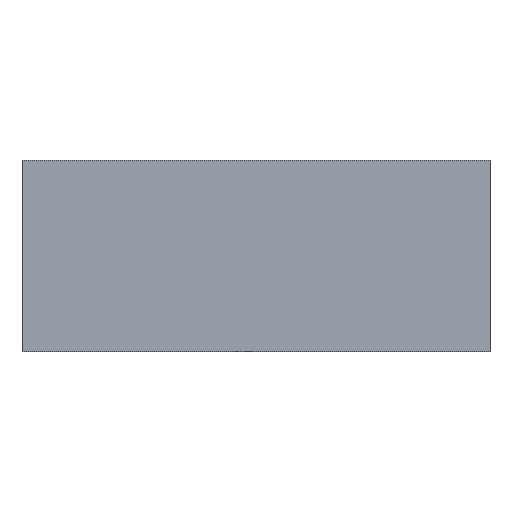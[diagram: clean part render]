
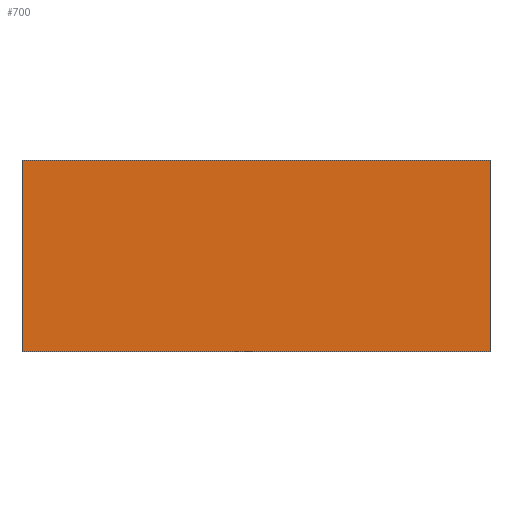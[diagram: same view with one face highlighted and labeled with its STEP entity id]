
A CAD part, top view. The second image highlights one B-rep face of the part: STEP entity #700.
In plain terms, the highlighted planar face has unit normal (0, 0, 1).
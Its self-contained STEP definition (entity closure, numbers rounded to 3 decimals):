
#189 = DIRECTION ( 'NONE',  ( 0., 0., -1. ) ) ;
#229 = VECTOR ( 'NONE', #764, 1000. ) ;
#246 = CARTESIAN_POINT ( 'NONE',  ( -10.41, 0., 1.25 ) ) ;
#342 = VERTEX_POINT ( 'NONE', #838 ) ;
#354 = PLANE ( 'NONE',  #983 ) ;
#400 = CARTESIAN_POINT ( 'NONE',  ( -10.41, 8.5, 1.25 ) ) ;
#420 = ORIENTED_EDGE ( 'NONE', *, *, #761, .T. ) ;
#532 = CARTESIAN_POINT ( 'NONE',  ( -10.41, 8.5, 1.25 ) ) ;
#667 = VECTOR ( 'NONE', #1137, 1000. ) ;
#700 = ADVANCED_FACE ( 'NONE', ( #1232 ), #354, .F. ) ;
#735 = VECTOR ( 'NONE', #1077, 1000. ) ;
#761 = EDGE_CURVE ( 'NONE', #342, #1064, #1948, .T. ) ;
#764 = DIRECTION ( 'NONE',  ( 1., 0., 0. ) ) ;
#838 = CARTESIAN_POINT ( 'NONE',  ( -10.41, 0., 1.25 ) ) ;
#897 = DIRECTION ( 'NONE',  ( -1., 0., 0. ) ) ;
#916 = EDGE_CURVE ( 'NONE', #1392, #1064, #1081, .T. ) ;
#935 = ORIENTED_EDGE ( 'NONE', *, *, #916, .F. ) ;
#983 = AXIS2_PLACEMENT_3D ( 'NONE', #532, #189, #897 ) ;
#1064 = VERTEX_POINT ( 'NONE', #1624 ) ;
#1077 = DIRECTION ( 'NONE',  ( 1., 0., 0. ) ) ;
#1081 = LINE ( 'NONE', #2087, #1296 ) ;
#1137 = DIRECTION ( 'NONE',  ( 0., -1., 0. ) ) ;
#1214 = EDGE_CURVE ( 'NONE', #1956, #1392, #1394, .T. ) ;
#1232 = FACE_OUTER_BOUND ( 'NONE', #1503, .T. ) ;
#1296 = VECTOR ( 'NONE', #1941, 1000. ) ;
#1314 = LINE ( 'NONE', #1465, #667 ) ;
#1392 = VERTEX_POINT ( 'NONE', #1782 ) ;
#1394 = LINE ( 'NONE', #400, #735 ) ;
#1465 = CARTESIAN_POINT ( 'NONE',  ( -10.41, 8.5, 1.25 ) ) ;
#1468 = ORIENTED_EDGE ( 'NONE', *, *, #1214, .F. ) ;
#1480 = EDGE_CURVE ( 'NONE', #1956, #342, #1314, .T. ) ;
#1503 = EDGE_LOOP ( 'NONE', ( #420, #935, #1468, #1812 ) ) ;
#1624 = CARTESIAN_POINT ( 'NONE',  ( 10.41, 0., 1.25 ) ) ;
#1782 = CARTESIAN_POINT ( 'NONE',  ( 10.41, 8.5, 1.25 ) ) ;
#1812 = ORIENTED_EDGE ( 'NONE', *, *, #1480, .T. ) ;
#1941 = DIRECTION ( 'NONE',  ( 0., -1., 0. ) ) ;
#1948 = LINE ( 'NONE', #246, #229 ) ;
#1956 = VERTEX_POINT ( 'NONE', #2184 ) ;
#2087 = CARTESIAN_POINT ( 'NONE',  ( 10.41, 8.5, 1.25 ) ) ;
#2184 = CARTESIAN_POINT ( 'NONE',  ( -10.41, 8.5, 1.25 ) ) ;
